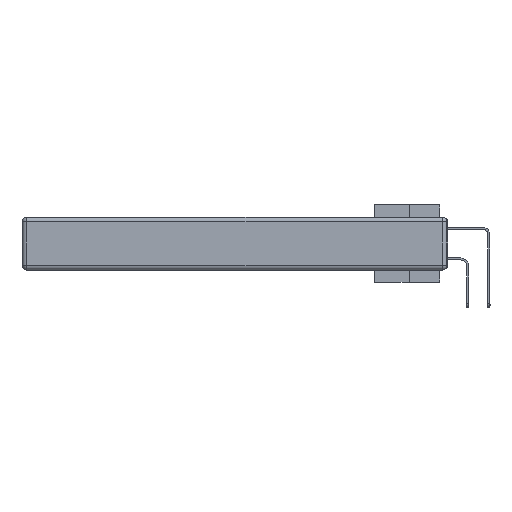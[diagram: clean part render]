
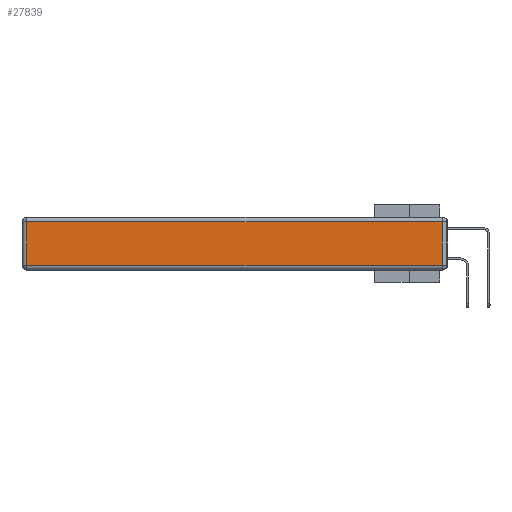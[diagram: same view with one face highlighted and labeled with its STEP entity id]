
A CAD part, left-side view. The second image highlights one B-rep face of the part: STEP entity #27839.
In plain terms, the highlighted planar face has unit normal (-1, 0, 0).
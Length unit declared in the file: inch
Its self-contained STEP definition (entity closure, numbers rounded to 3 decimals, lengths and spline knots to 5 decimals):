
#543 = ORIENTED_EDGE ( 'NONE', *, *, #41546, .T. ) ;
#757 = ORIENTED_EDGE ( 'NONE', *, *, #33511, .T. ) ;
#1346 = VERTEX_POINT ( 'NONE', #31812 ) ;
#5272 = VECTOR ( 'NONE', #32404, 39.37008 ) ;
#5436 = VERTEX_POINT ( 'NONE', #39844 ) ;
#9483 = LINE ( 'NONE', #40148, #27226 ) ;
#9583 = ORIENTED_EDGE ( 'NONE', *, *, #13668, .T. ) ;
#9770 = CARTESIAN_POINT ( 'NONE',  ( 0., 0., -0.343 ) ) ;
#11216 = VECTOR ( 'NONE', #34307, 39.37008 ) ;
#13668 = EDGE_CURVE ( 'NONE', #5436, #17378, #36098, .T. ) ;
#16301 = PLANE ( 'NONE',  #24335 ) ;
#17378 = VERTEX_POINT ( 'NONE', #18206 ) ;
#18206 = CARTESIAN_POINT ( 'NONE',  ( 0., 2.72, -0.03 ) ) ;
#19593 = FACE_OUTER_BOUND ( 'NONE', #37790, .T. ) ;
#20994 = CARTESIAN_POINT ( 'NONE',  ( 0., 0.03, -0.343 ) ) ;
#23089 = DIRECTION ( 'NONE',  ( -1., 0., 0. ) ) ;
#23806 = ORIENTED_EDGE ( 'NONE', *, *, #38017, .T. ) ;
#24335 = AXIS2_PLACEMENT_3D ( 'NONE', #9770, #23089, #36399 ) ;
#26405 = CARTESIAN_POINT ( 'NONE',  ( 0., 2.72, -0.313 ) ) ;
#27226 = VECTOR ( 'NONE', #27274, 39.37008 ) ;
#27274 = DIRECTION ( 'NONE',  ( 0., -1., 0. ) ) ;
#27839 = ADVANCED_FACE ( 'NONE', ( #19593 ), #16301, .T. ) ;
#29808 = VECTOR ( 'NONE', #35748, 39.37008 ) ;
#30579 = LINE ( 'NONE', #20994, #11216 ) ;
#31812 = CARTESIAN_POINT ( 'NONE',  ( 0., 0.03, -0.313 ) ) ;
#32404 = DIRECTION ( 'NONE',  ( 0., 1., 0. ) ) ;
#33403 = VERTEX_POINT ( 'NONE', #26405 ) ;
#33511 = EDGE_CURVE ( 'NONE', #33403, #1346, #9483, .T. ) ;
#34307 = DIRECTION ( 'NONE',  ( 0., 0., 1. ) ) ;
#35748 = DIRECTION ( 'NONE',  ( 0., 0., -1. ) ) ;
#36098 = LINE ( 'NONE', #42423, #5272 ) ;
#36399 = DIRECTION ( 'NONE',  ( 0., 0., 1. ) ) ;
#37790 = EDGE_LOOP ( 'NONE', ( #757, #543, #9583, #23806 ) ) ;
#38017 = EDGE_CURVE ( 'NONE', #17378, #33403, #39029, .T. ) ;
#39029 = LINE ( 'NONE', #39257, #29808 ) ;
#39257 = CARTESIAN_POINT ( 'NONE',  ( 0., 2.72, -0.343 ) ) ;
#39844 = CARTESIAN_POINT ( 'NONE',  ( 0., 0.03, -0.03 ) ) ;
#40148 = CARTESIAN_POINT ( 'NONE',  ( 0., 0., -0.313 ) ) ;
#41546 = EDGE_CURVE ( 'NONE', #1346, #5436, #30579, .T. ) ;
#42423 = CARTESIAN_POINT ( 'NONE',  ( 0., 2.75, -0.03 ) ) ;
